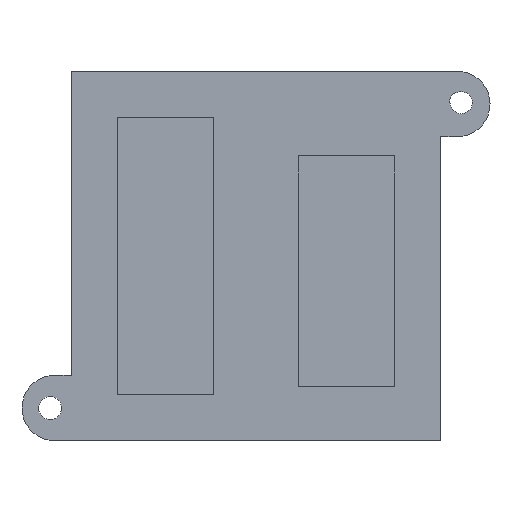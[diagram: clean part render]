
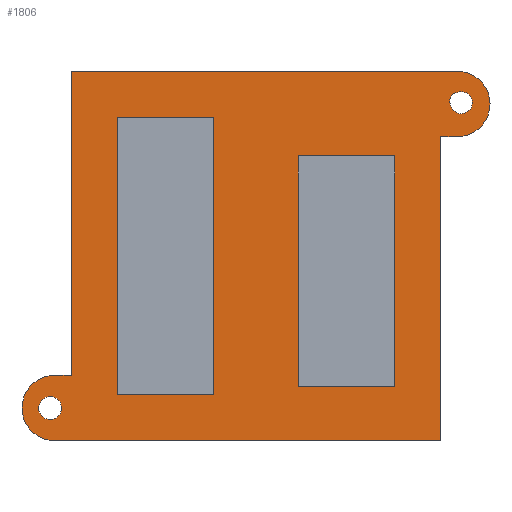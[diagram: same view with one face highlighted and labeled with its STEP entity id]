
A CAD part, left-side view. The second image highlights one B-rep face of the part: STEP entity #1806.
In plain terms, the highlighted planar face has unit normal (-1, 0, 0).
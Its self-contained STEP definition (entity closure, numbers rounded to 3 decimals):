
#18=FACE_BOUND('',#234,.T.);
#19=FACE_BOUND('',#235,.T.);
#20=FACE_BOUND('',#236,.T.);
#21=FACE_BOUND('',#237,.T.);
#22=FACE_BOUND('',#238,.T.);
#37=CIRCLE('',#1892,1.09);
#39=CIRCLE('',#1895,1.43);
#42=CIRCLE('',#1899,1.5);
#43=CIRCLE('',#1904,4.25);
#45=CIRCLE('',#1909,4.25);
#234=EDGE_LOOP('',(#1243,#1244,#1245,#1246));
#235=EDGE_LOOP('',(#1247,#1248,#1249,#1250));
#236=EDGE_LOOP('',(#1251,#1252,#1253,#1254,#1255,#1256,#1257,#1258));
#237=EDGE_LOOP('',(#1259));
#238=EDGE_LOOP('',(#1260,#1261));
#320=LINE('',#2529,#518);
#324=LINE('',#2537,#522);
#327=LINE('',#2543,#525);
#330=LINE('',#2548,#528);
#332=LINE('',#2554,#530);
#336=LINE('',#2562,#534);
#339=LINE('',#2568,#537);
#342=LINE('',#2573,#540);
#347=LINE('',#2598,#545);
#351=LINE('',#2607,#549);
#354=LINE('',#2613,#552);
#358=LINE('',#2624,#556);
#360=LINE('',#2628,#558);
#364=LINE('',#2639,#562);
#518=VECTOR('',#2033,12.5);
#522=VECTOR('',#2039,30.);
#525=VECTOR('',#2044,12.5);
#528=VECTOR('',#2049,30.);
#530=VECTOR('',#2055,12.5);
#534=VECTOR('',#2061,36.);
#537=VECTOR('',#2066,12.5);
#540=VECTOR('',#2071,36.);
#545=VECTOR('',#2098,39.5);
#549=VECTOR('',#2104,39.5);
#552=VECTOR('',#2109,2.15);
#556=VECTOR('',#2121,50.15);
#558=VECTOR('',#2125,2.15);
#562=VECTOR('',#2137,50.15);
#716=VERTEX_POINT('',#2527);
#717=VERTEX_POINT('',#2528);
#720=VERTEX_POINT('',#2536);
#722=VERTEX_POINT('',#2542);
#724=VERTEX_POINT('',#2552);
#725=VERTEX_POINT('',#2553);
#728=VERTEX_POINT('',#2561);
#730=VERTEX_POINT('',#2567);
#732=VERTEX_POINT('',#2577);
#733=VERTEX_POINT('',#2578);
#737=VERTEX_POINT('',#2591);
#738=VERTEX_POINT('',#2594);
#740=VERTEX_POINT('',#2597);
#742=VERTEX_POINT('',#2603);
#744=VERTEX_POINT('',#2606);
#746=VERTEX_POINT('',#2612);
#748=VERTEX_POINT('',#2618);
#750=VERTEX_POINT('',#2627);
#752=VERTEX_POINT('',#2633);
#882=EDGE_CURVE('',#716,#717,#320,.T.);
#886=EDGE_CURVE('',#717,#720,#324,.T.);
#889=EDGE_CURVE('',#720,#722,#327,.T.);
#892=EDGE_CURVE('',#722,#716,#330,.T.);
#894=EDGE_CURVE('',#724,#725,#332,.T.);
#898=EDGE_CURVE('',#725,#728,#336,.T.);
#901=EDGE_CURVE('',#728,#730,#339,.T.);
#904=EDGE_CURVE('',#730,#724,#342,.T.);
#906=EDGE_CURVE('',#732,#733,#37,.T.);
#910=EDGE_CURVE('',#733,#732,#39,.T.);
#913=EDGE_CURVE('',#737,#737,#42,.T.);
#915=EDGE_CURVE('',#740,#738,#347,.T.);
#919=EDGE_CURVE('',#744,#742,#351,.T.);
#922=EDGE_CURVE('',#742,#746,#354,.T.);
#925=EDGE_CURVE('',#746,#748,#43,.T.);
#928=EDGE_CURVE('',#748,#740,#358,.T.);
#930=EDGE_CURVE('',#738,#750,#360,.T.);
#933=EDGE_CURVE('',#750,#752,#45,.T.);
#936=EDGE_CURVE('',#752,#744,#364,.T.);
#1243=ORIENTED_EDGE('',*,*,#882,.T.);
#1244=ORIENTED_EDGE('',*,*,#886,.T.);
#1245=ORIENTED_EDGE('',*,*,#889,.T.);
#1246=ORIENTED_EDGE('',*,*,#892,.T.);
#1247=ORIENTED_EDGE('',*,*,#894,.T.);
#1248=ORIENTED_EDGE('',*,*,#898,.T.);
#1249=ORIENTED_EDGE('',*,*,#901,.T.);
#1250=ORIENTED_EDGE('',*,*,#904,.T.);
#1251=ORIENTED_EDGE('',*,*,#936,.T.);
#1252=ORIENTED_EDGE('',*,*,#919,.T.);
#1253=ORIENTED_EDGE('',*,*,#922,.T.);
#1254=ORIENTED_EDGE('',*,*,#925,.T.);
#1255=ORIENTED_EDGE('',*,*,#928,.T.);
#1256=ORIENTED_EDGE('',*,*,#915,.T.);
#1257=ORIENTED_EDGE('',*,*,#930,.T.);
#1258=ORIENTED_EDGE('',*,*,#933,.T.);
#1259=ORIENTED_EDGE('',*,*,#913,.T.);
#1260=ORIENTED_EDGE('',*,*,#906,.T.);
#1261=ORIENTED_EDGE('',*,*,#910,.T.);
#1647=PLANE('',#1917);
#1806=ADVANCED_FACE('',(#18,#19,#20,#21,#22),#1647,.T.);
#1892=AXIS2_PLACEMENT_3D('',#2579,#2077,#2078);
#1895=AXIS2_PLACEMENT_3D('',#2586,#2085,#2086);
#1899=AXIS2_PLACEMENT_3D('',#2592,#2093,#2094);
#1904=AXIS2_PLACEMENT_3D('',#2619,#2114,#2115);
#1909=AXIS2_PLACEMENT_3D('',#2634,#2130,#2131);
#1917=AXIS2_PLACEMENT_3D('',#2666,#2161,#2162);
#2033=DIRECTION('',(0.,-1.,0.));
#2039=DIRECTION('',(0.,0.,-1.));
#2044=DIRECTION('',(0.,1.,0.));
#2049=DIRECTION('',(0.,0.,1.));
#2055=DIRECTION('',(0.,-1.,0.));
#2061=DIRECTION('',(0.,0.,-1.));
#2066=DIRECTION('',(0.,1.,0.));
#2071=DIRECTION('',(0.,0.,1.));
#2077=DIRECTION('center_axis',(1.,0.,0.));
#2078=DIRECTION('ref_axis',(0.,-0.099,-0.995));
#2085=DIRECTION('center_axis',(1.,0.,0.));
#2086=DIRECTION('ref_axis',(0.,-0.993,0.118));
#2093=DIRECTION('center_axis',(1.,0.,0.));
#2094=DIRECTION('ref_axis',(0.,0.,-1.));
#2098=DIRECTION('',(0.,0.,-1.));
#2104=DIRECTION('',(0.,0.,1.));
#2109=DIRECTION('',(0.,-1.,0.));
#2114=DIRECTION('center_axis',(-1.,0.,0.));
#2115=DIRECTION('ref_axis',(0.,0.,-1.));
#2121=DIRECTION('',(0.,1.,0.));
#2125=DIRECTION('',(0.,1.,0.));
#2130=DIRECTION('center_axis',(-1.,0.,0.));
#2131=DIRECTION('ref_axis',(0.,0.,1.));
#2137=DIRECTION('',(0.,-1.,0.));
#2161=DIRECTION('center_axis',(-1.,0.,0.));
#2162=DIRECTION('ref_axis',(0.,0.,1.));
#2527=CARTESIAN_POINT('',(-90.,33.577,56.624));
#2528=CARTESIAN_POINT('',(-90.,21.077,56.624));
#2529=CARTESIAN_POINT('',(-90.,30.077,56.624));
#2536=CARTESIAN_POINT('',(-90.,21.077,26.624));
#2537=CARTESIAN_POINT('',(-90.,21.077,35.124));
#2542=CARTESIAN_POINT('',(-90.,33.577,26.624));
#2543=CARTESIAN_POINT('',(-90.,36.327,26.624));
#2548=CARTESIAN_POINT('',(-90.,33.577,50.124));
#2552=CARTESIAN_POINT('',(-90.,57.077,61.624));
#2553=CARTESIAN_POINT('',(-90.,44.577,61.624));
#2554=CARTESIAN_POINT('',(-90.,41.827,61.624));
#2561=CARTESIAN_POINT('',(-90.,44.577,25.624));
#2562=CARTESIAN_POINT('',(-90.,44.577,34.624));
#2567=CARTESIAN_POINT('',(-90.,57.077,25.624));
#2568=CARTESIAN_POINT('',(-90.,48.077,25.624));
#2573=CARTESIAN_POINT('',(-90.,57.077,52.624));
#2577=CARTESIAN_POINT('',(-90.,13.827,63.374));
#2578=CARTESIAN_POINT('',(-90.,12.927,64.874));
#2579=CARTESIAN_POINT('Origin',(-90.,12.819,63.789));
#2586=CARTESIAN_POINT('Origin',(-90.,12.407,63.542));
#2591=CARTESIAN_POINT('',(-90.,65.827,25.374));
#2592=CARTESIAN_POINT('Origin',(-90.,65.827,23.874));
#2594=CARTESIAN_POINT('',(-90.,63.077,28.124));
#2597=CARTESIAN_POINT('',(-90.,63.077,67.624));
#2598=CARTESIAN_POINT('',(-90.,63.077,67.624));
#2603=CARTESIAN_POINT('',(-90.,15.077,59.124));
#2606=CARTESIAN_POINT('',(-90.,15.077,19.624));
#2607=CARTESIAN_POINT('',(-90.,15.077,19.624));
#2612=CARTESIAN_POINT('',(-90.,12.927,59.124));
#2613=CARTESIAN_POINT('',(-90.,15.077,59.124));
#2618=CARTESIAN_POINT('',(-90.,12.927,67.624));
#2619=CARTESIAN_POINT('Origin',(-90.,12.927,63.374));
#2624=CARTESIAN_POINT('',(-90.,15.077,67.624));
#2627=CARTESIAN_POINT('',(-90.,65.227,28.124));
#2628=CARTESIAN_POINT('',(-90.,63.077,28.124));
#2633=CARTESIAN_POINT('',(-90.,65.227,19.624));
#2634=CARTESIAN_POINT('Origin',(-90.,65.227,23.874));
#2639=CARTESIAN_POINT('',(-90.,65.227,19.624));
#2666=CARTESIAN_POINT('Origin',(-90.,39.077,43.624));
